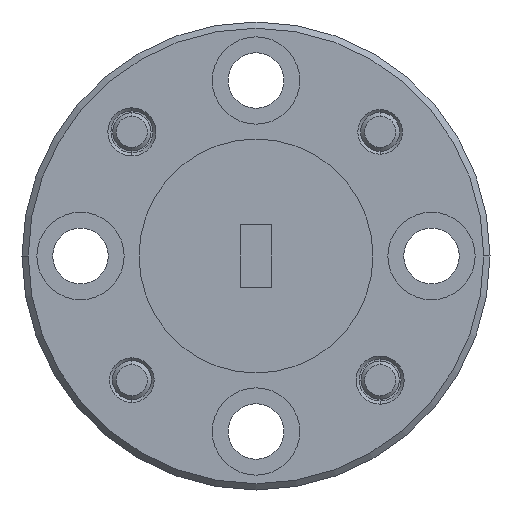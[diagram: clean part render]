
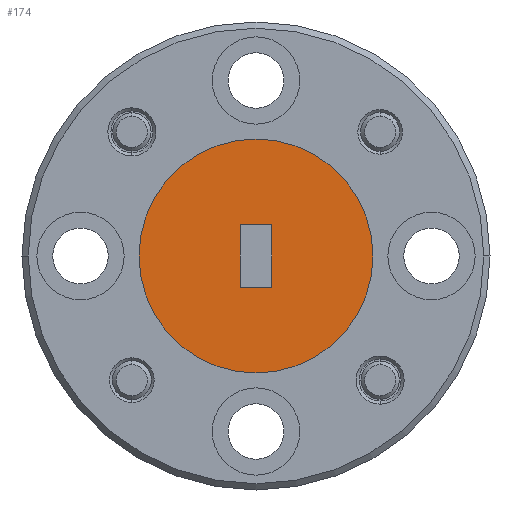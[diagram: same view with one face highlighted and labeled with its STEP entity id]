
A CAD part, left-side view. The second image highlights one B-rep face of the part: STEP entity #174.
In plain terms, the highlighted planar face has unit normal (-1, 0, 0).
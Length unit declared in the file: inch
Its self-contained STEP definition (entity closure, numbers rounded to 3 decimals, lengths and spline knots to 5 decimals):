
#116 = ORIENTED_EDGE ( 'NONE', *, *, #2096, .F. ) ;
#164 = ORIENTED_EDGE ( 'NONE', *, *, #1762, .F. ) ;
#174 = ADVANCED_FACE ( 'NONE', ( #1807, #3075 ), #3136, .T. ) ;
#246 = VERTEX_POINT ( 'NONE', #3304 ) ;
#318 = DIRECTION ( 'NONE',  ( 0., -1., 0. ) ) ;
#351 = ORIENTED_EDGE ( 'NONE', *, *, #2231, .F. ) ;
#488 = ORIENTED_EDGE ( 'NONE', *, *, #1572, .F. ) ;
#504 = EDGE_CURVE ( 'NONE', #1470, #2378, #3335, .T. ) ;
#517 = DIRECTION ( 'NONE',  ( 0., -1., 0. ) ) ;
#741 = CARTESIAN_POINT ( 'NONE',  ( 0., 0.025, -0.05 ) ) ;
#936 = CARTESIAN_POINT ( 'NONE',  ( 0., 0.025, 0.05 ) ) ;
#1057 = CIRCLE ( 'NONE', #4075, 0.1875 ) ;
#1070 = CARTESIAN_POINT ( 'NONE',  ( 0., -0.025, 0.05 ) ) ;
#1330 = VECTOR ( 'NONE', #1387, 39.37008 ) ;
#1387 = DIRECTION ( 'NONE',  ( 0., 0., 1. ) ) ;
#1470 = VERTEX_POINT ( 'NONE', #741 ) ;
#1561 = EDGE_CURVE ( 'NONE', #246, #2773, #1057, .T. ) ;
#1572 = EDGE_CURVE ( 'NONE', #1768, #1470, #2498, .T. ) ;
#1578 = CARTESIAN_POINT ( 'NONE',  ( 0., 0.025, -0.05 ) ) ;
#1762 = EDGE_CURVE ( 'NONE', #2773, #246, #3937, .T. ) ;
#1768 = VERTEX_POINT ( 'NONE', #2643 ) ;
#1807 = FACE_BOUND ( 'NONE', #3257, .T. ) ;
#1865 = DIRECTION ( 'NONE',  ( 0., 1., 0. ) ) ;
#1897 = CARTESIAN_POINT ( 'NONE',  ( 0., 0.025, -0.05 ) ) ;
#1983 = CARTESIAN_POINT ( 'NONE',  ( 0., 0.1875, 0. ) ) ;
#2096 = EDGE_CURVE ( 'NONE', #3028, #1768, #2833, .T. ) ;
#2231 = EDGE_CURVE ( 'NONE', #2378, #3028, #4275, .T. ) ;
#2340 = EDGE_LOOP ( 'NONE', ( #164, #3208 ) ) ;
#2374 = DIRECTION ( 'NONE',  ( 0., 1., 0. ) ) ;
#2378 = VERTEX_POINT ( 'NONE', #2824 ) ;
#2498 = LINE ( 'NONE', #1897, #2506 ) ;
#2506 = VECTOR ( 'NONE', #4082, 39.37008 ) ;
#2578 = AXIS2_PLACEMENT_3D ( 'NONE', #3556, #4149, #517 ) ;
#2643 = CARTESIAN_POINT ( 'NONE',  ( 0., 0.025, 0.05 ) ) ;
#2740 = VECTOR ( 'NONE', #1865, 39.37008 ) ;
#2773 = VERTEX_POINT ( 'NONE', #1983 ) ;
#2824 = CARTESIAN_POINT ( 'NONE',  ( 0., -0.025, -0.05 ) ) ;
#2833 = LINE ( 'NONE', #936, #2740 ) ;
#3028 = VERTEX_POINT ( 'NONE', #1070 ) ;
#3075 = FACE_OUTER_BOUND ( 'NONE', #2340, .T. ) ;
#3078 = ORIENTED_EDGE ( 'NONE', *, *, #504, .F. ) ;
#3136 = PLANE ( 'NONE',  #2578 ) ;
#3178 = CARTESIAN_POINT ( 'NONE',  ( 0., -0.025, -0.05 ) ) ;
#3208 = ORIENTED_EDGE ( 'NONE', *, *, #1561, .F. ) ;
#3212 = DIRECTION ( 'NONE',  ( 0., 1., 0. ) ) ;
#3257 = EDGE_LOOP ( 'NONE', ( #3078, #488, #116, #351 ) ) ;
#3304 = CARTESIAN_POINT ( 'NONE',  ( 0., -0.1875, 0. ) ) ;
#3325 = VECTOR ( 'NONE', #318, 39.37008 ) ;
#3335 = LINE ( 'NONE', #1578, #3325 ) ;
#3421 = AXIS2_PLACEMENT_3D ( 'NONE', #4001, #3950, #2374 ) ;
#3556 = CARTESIAN_POINT ( 'NONE',  ( 0., 0., 0. ) ) ;
#3937 = CIRCLE ( 'NONE', #3421, 0.1875 ) ;
#3950 = DIRECTION ( 'NONE',  ( 1., 0., 0. ) ) ;
#4001 = CARTESIAN_POINT ( 'NONE',  ( 0., 0., 0. ) ) ;
#4075 = AXIS2_PLACEMENT_3D ( 'NONE', #4130, #4158, #3212 ) ;
#4082 = DIRECTION ( 'NONE',  ( 0., 0., -1. ) ) ;
#4130 = CARTESIAN_POINT ( 'NONE',  ( 0., 0., 0. ) ) ;
#4149 = DIRECTION ( 'NONE',  ( -1., 0., 0. ) ) ;
#4158 = DIRECTION ( 'NONE',  ( 1., 0., 0. ) ) ;
#4275 = LINE ( 'NONE', #3178, #1330 ) ;
